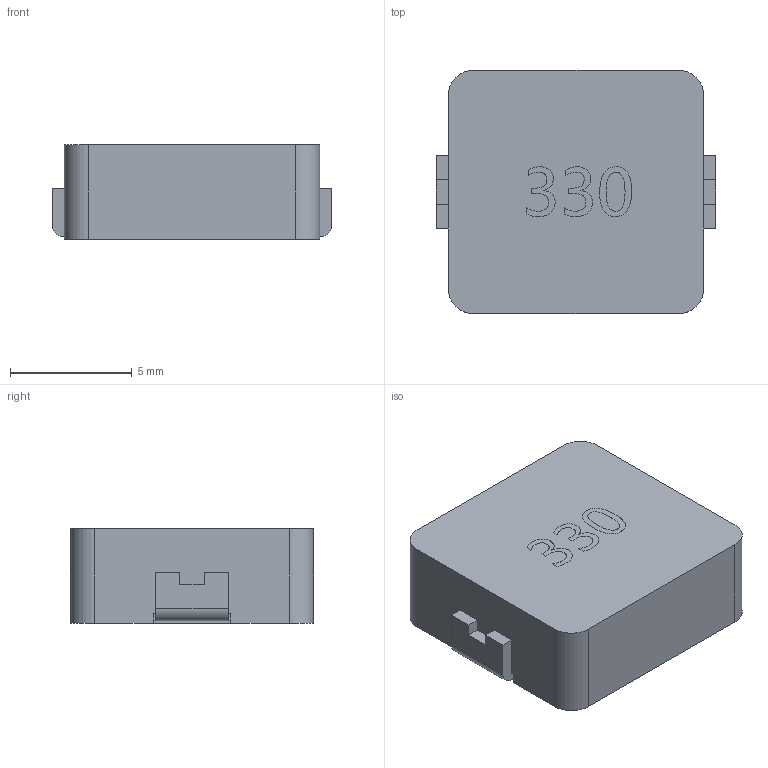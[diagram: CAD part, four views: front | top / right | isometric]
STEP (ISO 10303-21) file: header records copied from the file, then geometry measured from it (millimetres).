
FILE_DESCRIPTION (( 'STEP AP214' ), '1' );
FILE_NAME ('IND-SMD_L11.5-W10.0_PSPMAA1040H-330M-ANP.step', '2022-07-08T23:31:21', ( '' ), ( '' ), 'SwSTEP 2.0', 'SolidWorks 2020', '' );
FILE_SCHEMA (( 'AUTOMOTIVE_DESIGN' ));
Length unit declared in the file: millimetre
Products named in the file (1): IND-SMD_L11.5-W10.0_PSPMAA1040H-330M-ANP
Bounding box: 11.5 x 10 x 3.9 mm (x, y, z)
Volume: 409.3 mm3; surface area: 380.8 mm2
Topology: 1 solids, 1 shells, 371 faces, 1017 edges, 678 vertices
Faces by surface type: plane 221, bspline 144, cylinder 6
Entity records: 18806 total; most frequent: CARTESIAN_POINT 6251, ORIENTED_EDGE 2034, DIRECTION 1193, EDGE_CURVE 1017, LINE 713, VECTOR 713, VERTEX_POINT 678, EDGE_LOOP 401
